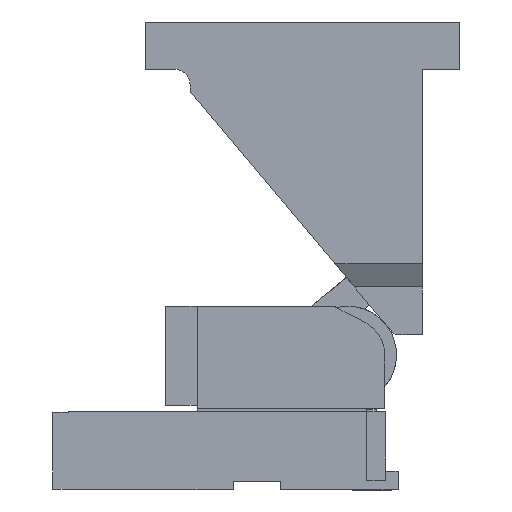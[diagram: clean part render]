
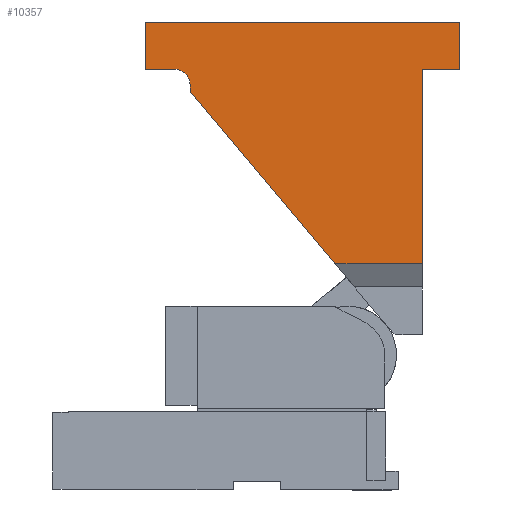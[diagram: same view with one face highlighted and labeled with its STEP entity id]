
A CAD part, front view. The second image highlights one B-rep face of the part: STEP entity #10357.
In plain terms, the highlighted face is planar.
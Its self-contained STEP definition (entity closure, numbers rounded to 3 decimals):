
#10000=CARTESIAN_POINT('Vertex',(-20.5,55.759,45.)) ;
#10003=CARTESIAN_POINT('Line Origine',(-20.5,101.88,99.964)) ;
#10007=CARTESIAN_POINT('Vertex',(-20.5,148.,154.928)) ;
#10239=CARTESIAN_POINT('Line Origine',(-20.5,0.,107.)) ;
#10243=CARTESIAN_POINT('Vertex',(-20.5,0.,169.)) ;
#10245=CARTESIAN_POINT('Vertex',(-20.5,0.,45.)) ;
#10281=CARTESIAN_POINT('Line Origine',(-20.5,27.88,45.)) ;
#10293=CARTESIAN_POINT('Axis2P3D Location',(-20.5,0.,199.)) ;
#10298=CARTESIAN_POINT('Line Origine',(-20.5,76.5,199.)) ;
#10302=CARTESIAN_POINT('Vertex',(-20.5,-23.5,199.)) ;
#10304=CARTESIAN_POINT('Vertex',(-20.5,176.5,199.)) ;
#10307=CARTESIAN_POINT('Line Origine',(-20.5,176.5,184.)) ;
#10311=CARTESIAN_POINT('Vertex',(-20.5,176.5,169.)) ;
#10314=CARTESIAN_POINT('Line Origine',(-20.5,167.25,169.)) ;
#10318=CARTESIAN_POINT('Vertex',(-20.5,158.,169.)) ;
#10321=CARTESIAN_POINT('Axis2P3D Location',(-20.5,158.,159.)) ;
#10325=CARTESIAN_POINT('Vertex',(-20.5,148.,159.)) ;
#10328=CARTESIAN_POINT('Line Origine',(-20.5,148.,156.964)) ;
#10333=CARTESIAN_POINT('Line Origine',(-20.5,-11.75,169.)) ;
#10337=CARTESIAN_POINT('Vertex',(-20.5,-23.5,169.)) ;
#10340=CARTESIAN_POINT('Line Origine',(-20.5,-23.5,184.)) ;
#10004=DIRECTION('Vector Direction',(0.,-0.643,-0.766)) ;
#10240=DIRECTION('Vector Direction',(0.,0.,-1.)) ;
#10282=DIRECTION('Vector Direction',(0.,1.,0.)) ;
#10294=DIRECTION('Axis2P3D Direction',(1.,-0.,0.)) ;
#10295=DIRECTION('Axis2P3D XDirection',(0.,0.,-1.)) ;
#10299=DIRECTION('Vector Direction',(0.,1.,0.)) ;
#10308=DIRECTION('Vector Direction',(0.,0.,-1.)) ;
#10315=DIRECTION('Vector Direction',(0.,1.,0.)) ;
#10322=DIRECTION('Axis2P3D Direction',(1.,-0.,0.)) ;
#10329=DIRECTION('Vector Direction',(0.,0.,1.)) ;
#10334=DIRECTION('Vector Direction',(0.,1.,0.)) ;
#10341=DIRECTION('Vector Direction',(0.,0.,-1.)) ;
#10296=AXIS2_PLACEMENT_3D('Plane Axis2P3D',#10293,#10294,#10295) ;
#10323=AXIS2_PLACEMENT_3D('Circle Axis2P3D',#10321,#10322,$) ;
#10346=ORIENTED_EDGE('',*,*,#10306,.T.) ;
#10347=ORIENTED_EDGE('',*,*,#10313,.T.) ;
#10348=ORIENTED_EDGE('',*,*,#10320,.F.) ;
#10349=ORIENTED_EDGE('',*,*,#10327,.T.) ;
#10350=ORIENTED_EDGE('',*,*,#10332,.F.) ;
#10351=ORIENTED_EDGE('',*,*,#10009,.T.) ;
#10352=ORIENTED_EDGE('',*,*,#10285,.F.) ;
#10353=ORIENTED_EDGE('',*,*,#10247,.F.) ;
#10354=ORIENTED_EDGE('',*,*,#10339,.F.) ;
#10355=ORIENTED_EDGE('',*,*,#10344,.F.) ;
#10005=VECTOR('Line Direction',#10004,1.) ;
#10241=VECTOR('Line Direction',#10240,1.) ;
#10283=VECTOR('Line Direction',#10282,1.) ;
#10300=VECTOR('Line Direction',#10299,1.) ;
#10309=VECTOR('Line Direction',#10308,1.) ;
#10316=VECTOR('Line Direction',#10315,1.) ;
#10330=VECTOR('Line Direction',#10329,1.) ;
#10335=VECTOR('Line Direction',#10334,1.) ;
#10342=VECTOR('Line Direction',#10341,1.) ;
#10357=ADVANCED_FACE('PartBody',(#10356),#10297,.F.) ;
#10324=CIRCLE('generated circle',#10323,10.) ;
#10009=EDGE_CURVE('',#10008,#10001,#10006,.T.) ;
#10247=EDGE_CURVE('',#10244,#10246,#10242,.T.) ;
#10285=EDGE_CURVE('',#10246,#10001,#10284,.T.) ;
#10306=EDGE_CURVE('',#10303,#10305,#10301,.T.) ;
#10313=EDGE_CURVE('',#10305,#10312,#10310,.T.) ;
#10320=EDGE_CURVE('',#10319,#10312,#10317,.T.) ;
#10327=EDGE_CURVE('',#10319,#10326,#10324,.T.) ;
#10332=EDGE_CURVE('',#10008,#10326,#10331,.T.) ;
#10339=EDGE_CURVE('',#10338,#10244,#10336,.T.) ;
#10344=EDGE_CURVE('',#10303,#10338,#10343,.T.) ;
#10345=EDGE_LOOP('',(#10346,#10347,#10348,#10349,#10350,#10351,#10352,#10353,#10354,#10355)) ;
#10356=FACE_OUTER_BOUND('',#10345,.T.) ;
#10006=LINE('Line',#10003,#10005) ;
#10242=LINE('Line',#10239,#10241) ;
#10284=LINE('Line',#10281,#10283) ;
#10301=LINE('Line',#10298,#10300) ;
#10310=LINE('Line',#10307,#10309) ;
#10317=LINE('Line',#10314,#10316) ;
#10331=LINE('Line',#10328,#10330) ;
#10336=LINE('Line',#10333,#10335) ;
#10343=LINE('Line',#10340,#10342) ;
#10297=PLANE('Plane',#10296) ;
#10001=VERTEX_POINT('',#10000) ;
#10008=VERTEX_POINT('',#10007) ;
#10244=VERTEX_POINT('',#10243) ;
#10246=VERTEX_POINT('',#10245) ;
#10303=VERTEX_POINT('',#10302) ;
#10305=VERTEX_POINT('',#10304) ;
#10312=VERTEX_POINT('',#10311) ;
#10319=VERTEX_POINT('',#10318) ;
#10326=VERTEX_POINT('',#10325) ;
#10338=VERTEX_POINT('',#10337) ;
